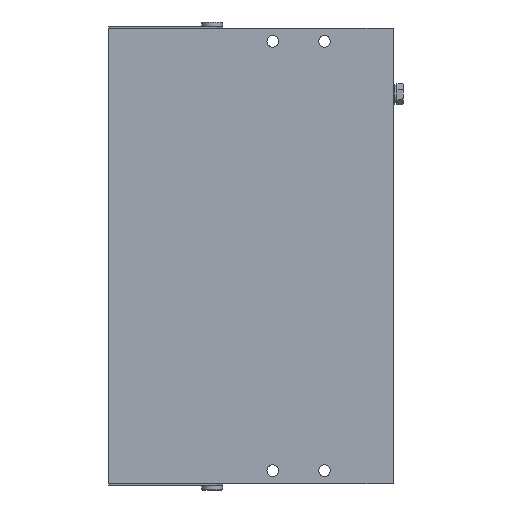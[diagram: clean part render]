
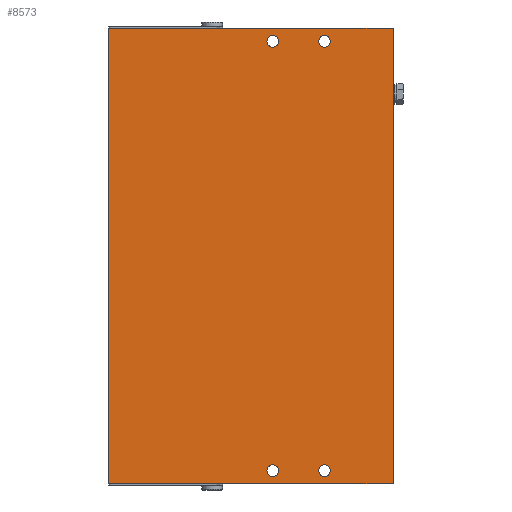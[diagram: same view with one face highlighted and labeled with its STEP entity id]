
A CAD part, front view. The second image highlights one B-rep face of the part: STEP entity #8573.
In plain terms, the highlighted planar face has unit normal (0, -1, 0).
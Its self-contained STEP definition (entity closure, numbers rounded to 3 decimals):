
#553=LINE('',#13804,#1158);
#567=LINE('',#13880,#1172);
#568=LINE('',#13890,#1173);
#569=LINE('',#13892,#1174);
#1158=VECTOR('',#10940,1000.);
#1172=VECTOR('',#10984,1000.);
#1173=VECTOR('',#10995,1000.);
#1174=VECTOR('',#10996,1000.);
#1937=ORIENTED_EDGE('',*,*,#4168,.T.);
#1938=ORIENTED_EDGE('',*,*,#4169,.T.);
#1939=ORIENTED_EDGE('',*,*,#4170,.T.);
#1940=ORIENTED_EDGE('',*,*,#4171,.T.);
#1941=ORIENTED_EDGE('',*,*,#4172,.T.);
#1942=ORIENTED_EDGE('',*,*,#4173,.F.);
#1943=ORIENTED_EDGE('',*,*,#4141,.F.);
#1944=ORIENTED_EDGE('',*,*,#4167,.T.);
#4141=EDGE_CURVE('',#5260,#5247,#553,.T.);
#4167=EDGE_CURVE('',#5260,#5281,#567,.T.);
#4168=EDGE_CURVE('',#5282,#5282,#5992,.T.);
#4169=EDGE_CURVE('',#5283,#5283,#5993,.T.);
#4170=EDGE_CURVE('',#5284,#5284,#5994,.T.);
#4171=EDGE_CURVE('',#5285,#5285,#5995,.T.);
#4172=EDGE_CURVE('',#5281,#5286,#568,.T.);
#4173=EDGE_CURVE('',#5247,#5286,#569,.T.);
#5247=VERTEX_POINT('',#13777);
#5260=VERTEX_POINT('',#13803);
#5281=VERTEX_POINT('',#13879);
#5282=VERTEX_POINT('',#13883);
#5283=VERTEX_POINT('',#13885);
#5284=VERTEX_POINT('',#13887);
#5285=VERTEX_POINT('',#13889);
#5286=VERTEX_POINT('',#13891);
#5992=CIRCLE('',#9611,2.25);
#5993=CIRCLE('',#9612,2.25);
#5994=CIRCLE('',#9613,2.25);
#5995=CIRCLE('',#9614,2.25);
#6444=EDGE_LOOP('',(#1937));
#6445=EDGE_LOOP('',(#1938));
#6446=EDGE_LOOP('',(#1939));
#6447=EDGE_LOOP('',(#1940));
#6448=EDGE_LOOP('',(#1941,#1942,#1943,#1944));
#7413=FACE_BOUND('',#6444,.T.);
#7414=FACE_BOUND('',#6445,.T.);
#7415=FACE_BOUND('',#6446,.T.);
#7416=FACE_BOUND('',#6447,.T.);
#7417=FACE_BOUND('',#6448,.T.);
#8274=PLANE('',#9610);
#8573=ADVANCED_FACE('',(#7413,#7414,#7415,#7416,#7417),#8274,.F.);
#9610=AXIS2_PLACEMENT_3D('',#13881,#10985,#10986);
#9611=AXIS2_PLACEMENT_3D('',#13882,#10987,#10988);
#9612=AXIS2_PLACEMENT_3D('',#13884,#10989,#10990);
#9613=AXIS2_PLACEMENT_3D('',#13886,#10991,#10992);
#9614=AXIS2_PLACEMENT_3D('',#13888,#10993,#10994);
#10940=DIRECTION('',(1.,0.,0.));
#10984=DIRECTION('',(0.,0.,-1.));
#10985=DIRECTION('',(0.,1.,0.));
#10986=DIRECTION('',(0.,0.,1.));
#10987=DIRECTION('',(0.,1.,0.));
#10988=DIRECTION('',(0.,0.,1.));
#10989=DIRECTION('',(0.,1.,0.));
#10990=DIRECTION('',(0.,0.,1.));
#10991=DIRECTION('',(0.,1.,0.));
#10992=DIRECTION('',(0.,0.,1.));
#10993=DIRECTION('',(0.,1.,0.));
#10994=DIRECTION('',(0.,0.,1.));
#10995=DIRECTION('',(1.,0.,0.));
#10996=DIRECTION('',(0.,0.,-1.));
#13777=CARTESIAN_POINT('',(110.,-33.8,176.));
#13803=CARTESIAN_POINT('',(0.,-33.8,176.));
#13804=CARTESIAN_POINT('',(0.,-33.8,176.));
#13879=CARTESIAN_POINT('',(0.,-33.8,0.));
#13880=CARTESIAN_POINT('',(0.,-33.8,176.));
#13881=CARTESIAN_POINT('',(0.,-33.8,176.));
#13882=CARTESIAN_POINT('',(46.5,-33.8,5.));
#13883=CARTESIAN_POINT('',(46.5,-33.8,7.25));
#13884=CARTESIAN_POINT('',(26.5,-33.8,171.));
#13885=CARTESIAN_POINT('',(26.5,-33.8,173.25));
#13886=CARTESIAN_POINT('',(46.5,-33.8,171.));
#13887=CARTESIAN_POINT('',(46.5,-33.8,173.25));
#13888=CARTESIAN_POINT('',(26.5,-33.8,5.));
#13889=CARTESIAN_POINT('',(26.5,-33.8,7.25));
#13890=CARTESIAN_POINT('',(0.,-33.8,0.));
#13891=CARTESIAN_POINT('',(110.,-33.8,0.));
#13892=CARTESIAN_POINT('',(110.,-33.8,176.));
